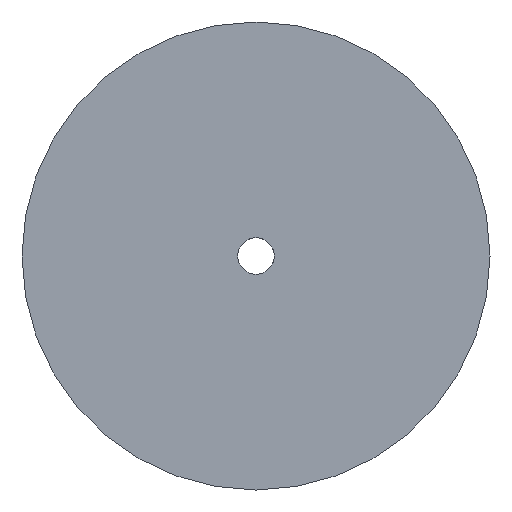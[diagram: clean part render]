
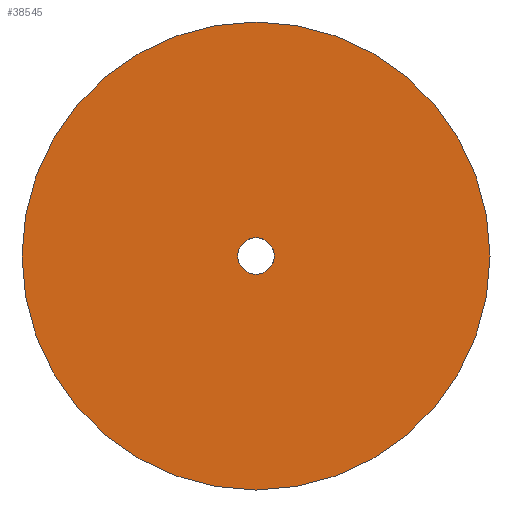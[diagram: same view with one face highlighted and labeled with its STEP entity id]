
A CAD part, front view. The second image highlights one B-rep face of the part: STEP entity #38545.
In plain terms, the highlighted planar face has unit normal (0, -1, 0).
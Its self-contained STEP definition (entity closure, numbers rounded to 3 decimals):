
#508 = ORIENTED_EDGE ( 'NONE', *, *, #33758, .T. ) ;
#2799 = CARTESIAN_POINT ( 'NONE',  ( 0., -6.5, 0. ) ) ;
#5054 = AXIS2_PLACEMENT_3D ( 'NONE', #32358, #23172, #8314 ) ;
#5932 = EDGE_LOOP ( 'NONE', ( #12508, #7650 ) ) ;
#6487 = AXIS2_PLACEMENT_3D ( 'NONE', #2799, #18424, #27670 ) ;
#6519 = EDGE_CURVE ( 'NONE', #39132, #29575, #6966, .T. ) ;
#6966 = CIRCLE ( 'NONE', #5054, 4.1 ) ;
#7650 = ORIENTED_EDGE ( 'NONE', *, *, #37429, .F. ) ;
#8314 = DIRECTION ( 'NONE',  ( 0., 0., -1. ) ) ;
#9867 = CIRCLE ( 'NONE', #38701, 4.1 ) ;
#9923 = EDGE_CURVE ( 'NONE', #33829, #30287, #20715, .T. ) ;
#9995 = DIRECTION ( 'NONE',  ( 0., 0., -1. ) ) ;
#12508 = ORIENTED_EDGE ( 'NONE', *, *, #6519, .F. ) ;
#12558 = CIRCLE ( 'NONE', #6487, 52.662 ) ;
#12776 = DIRECTION ( 'NONE',  ( 0., -1., 0. ) ) ;
#15765 = CARTESIAN_POINT ( 'NONE',  ( 0., -6.5, 0. ) ) ;
#16628 = CARTESIAN_POINT ( 'NONE',  ( 0., -6.5, 0. ) ) ;
#16872 = AXIS2_PLACEMENT_3D ( 'NONE', #15765, #12776, #37219 ) ;
#17102 = CARTESIAN_POINT ( 'NONE',  ( -52.662, -6.5, 0. ) ) ;
#17310 = PLANE ( 'NONE',  #17659 ) ;
#17659 = AXIS2_PLACEMENT_3D ( 'NONE', #17102, #29144, #38148 ) ;
#18424 = DIRECTION ( 'NONE',  ( 0., -1., 0. ) ) ;
#20311 = FACE_OUTER_BOUND ( 'NONE', #30884, .T. ) ;
#20715 = CIRCLE ( 'NONE', #16872, 52.662 ) ;
#22956 = FACE_BOUND ( 'NONE', #5932, .T. ) ;
#23172 = DIRECTION ( 'NONE',  ( 0., -1., 0. ) ) ;
#27670 = DIRECTION ( 'NONE',  ( 0., 0., -1. ) ) ;
#28863 = DIRECTION ( 'NONE',  ( 0., -1., 0. ) ) ;
#29144 = DIRECTION ( 'NONE',  ( 0., 1., 0. ) ) ;
#29575 = VERTEX_POINT ( 'NONE', #36565 ) ;
#30287 = VERTEX_POINT ( 'NONE', #35824 ) ;
#30884 = EDGE_LOOP ( 'NONE', ( #508, #34884 ) ) ;
#32358 = CARTESIAN_POINT ( 'NONE',  ( 0., -6.5, 0. ) ) ;
#33758 = EDGE_CURVE ( 'NONE', #30287, #33829, #12558, .T. ) ;
#33829 = VERTEX_POINT ( 'NONE', #36466 ) ;
#34884 = ORIENTED_EDGE ( 'NONE', *, *, #9923, .T. ) ;
#35824 = CARTESIAN_POINT ( 'NONE',  ( 0., -6.5, -52.662 ) ) ;
#36466 = CARTESIAN_POINT ( 'NONE',  ( 0., -6.5, 52.662 ) ) ;
#36565 = CARTESIAN_POINT ( 'NONE',  ( 0., -6.5, 4.1 ) ) ;
#37219 = DIRECTION ( 'NONE',  ( 0., 0., -1. ) ) ;
#37429 = EDGE_CURVE ( 'NONE', #29575, #39132, #9867, .T. ) ;
#37622 = CARTESIAN_POINT ( 'NONE',  ( 0., -6.5, -4.1 ) ) ;
#38148 = DIRECTION ( 'NONE',  ( 0., 0., -1. ) ) ;
#38545 = ADVANCED_FACE ( 'NONE', ( #20311, #22956 ), #17310, .F. ) ;
#38701 = AXIS2_PLACEMENT_3D ( 'NONE', #16628, #28863, #9995 ) ;
#39132 = VERTEX_POINT ( 'NONE', #37622 ) ;
